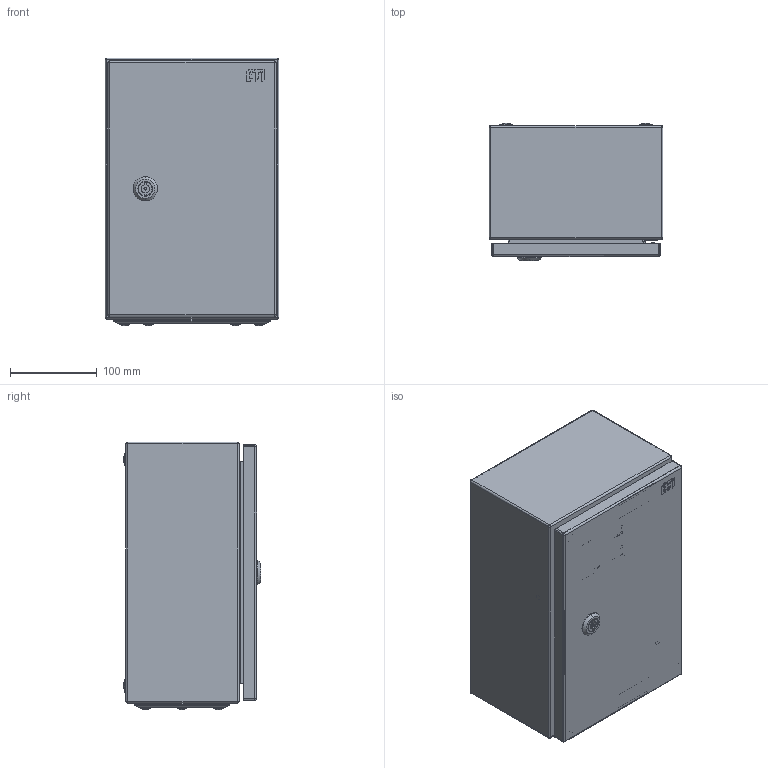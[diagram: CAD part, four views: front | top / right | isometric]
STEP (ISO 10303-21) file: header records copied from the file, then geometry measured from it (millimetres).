
FILE_DESCRIPTION((''),'2;1');
FILE_NAME('GT_30_20_15_ASM','2021-11-04T',('marketing.praksa'),('Audax d.o.o.'),'CREO PARAMETRIC BY PTC INC, 2017480','CREO PARAMETRIC BY PTC INC, 2017480','');
FILE_SCHEMA(('AUTOMOTIVE_DESIGN { 1 0 10303 214 1 1 1 1 }'));
Products named in the file (33): DRZWI_1_2_1_1_1_1_1_1_2_1; DRZWI_1_2_2_1_1_1_1_1_2_1; ZAWIAS_3_ST47_002_ELEMENT-34_16; ZAWIAS_3_ST47_002_ELEMENT-34__5; DRZWI_1_2_3_1_1_1_1_1_2_1; 1_EB_1000-U6_H__KORPUS_1_2_1__2; 1_EB_1000-U6_H__WK_ADKA_1_2_1_4; 1_EB_1000-U6_H__SRUBA_1_2_1_1_3; DRZWI_1_2_4_1_1_1_1_1_2_1; 1_EB_1000-U6_H__NAKR_TKA_1_2_21; DRZWI_1_2_5_1_1_1_1_1_2_1; ANSI_B27_7M_3CMI-4-34384_1_1__2; DRZWI_1_2_6_1_1_1_1_1_2_1; DRZWI_1_2_7_1_1_1_1_1_2_1; ANSI_B27_7M_3CMI-4-34387_1_2__3; DRZWI_1_2_8_1_1_1_1_1_2_1; ETI_LOGO_1_1_1_1_1_2_1_1_1_1_2_; ETI_LOGO_2_1_1_1_1_2_1_1_1_1_2_; ETI_LOGO_3_1_1_1_1_2_1_1_1_1_2_; KOR_GT_30-20-15_0_1_1_1_2_1; PRZEPUST_1_2_1_1_1_2_1; ZAWIAS_1_2_1_1_1_2_1; TULEJA_1_2_1_1_1_2_1; PLYTA_1_2_1_1_1_2_1; NAKRETKA_M8_1_2_1_1_1_2_1; ZASLEPKA_10_7_1_1_2_1_1_1; SCREWS_30-20-15_1_1; SCREWS_30-20-15_1_2; SCREWS_30-20-15_1_3; SCREWS_30-20-15_1_4; SCREWS_30-20-15_1_5; SCREWS_30-20-15_1_6; GT_30_20_15_ASM
Assembly tree (42 placements, depth 2):
  GT_30_20_15_ASM
    DRZWI_1_2_1_1_1_1_1_1_2_1
    DRZWI_1_2_2_1_1_1_1_1_2_1
    ZAWIAS_3_ST47_002_ELEMENT-34_16
    ZAWIAS_3_ST47_002_ELEMENT-34__5
    DRZWI_1_2_3_1_1_1_1_1_2_1
    1_EB_1000-U6_H__KORPUS_1_2_1__2
    1_EB_1000-U6_H__WK_ADKA_1_2_1_4
    1_EB_1000-U6_H__SRUBA_1_2_1_1_3
    DRZWI_1_2_4_1_1_1_1_1_2_1
    1_EB_1000-U6_H__NAKR_TKA_1_2_21
    DRZWI_1_2_5_1_1_1_1_1_2_1
    ANSI_B27_7M_3CMI-4-34384_1_1__2
    DRZWI_1_2_6_1_1_1_1_1_2_1
    DRZWI_1_2_7_1_1_1_1_1_2_1
    ANSI_B27_7M_3CMI-4-34387_1_2__3
    DRZWI_1_2_8_1_1_1_1_1_2_1
    ETI_LOGO_1_1_1_1_1_2_1_1_1_1_2_
    ETI_LOGO_2_1_1_1_1_2_1_1_1_1_2_
    ETI_LOGO_3_1_1_1_1_2_1_1_1_1_2_
    KOR_GT_30-20-15_0_1_1_1_2_1
    PRZEPUST_1_2_1_1_1_2_1
    ZAWIAS_1_2_1_1_1_2_1  x2
    TULEJA_1_2_1_1_1_2_1  x4
    PLYTA_1_2_1_1_1_2_1
    NAKRETKA_M8_1_2_1_1_1_2_1  x4
    ZASLEPKA_10_7_1_1_2_1_1_1  x4
    SCREWS_30-20-15_1_1
    SCREWS_30-20-15_1_2
    SCREWS_30-20-15_1_3
    SCREWS_30-20-15_1_4
    SCREWS_30-20-15_1_5
    SCREWS_30-20-15_1_6
Bounding box: 200 x 157.51 x 307.94 mm (x, y, z)
Volume: 610629.2 mm3; surface area: 773362.9 mm2
Topology: 42 solids, 42 shells, 2299 faces, 6334 edges, 4229 vertices
Faces by surface type: plane 1032, cylinder 805, extrusion 136, cone 116, torus 100, bspline 68, sphere 42
Entity records: 77896 total; most frequent: CARTESIAN_POINT 16387, ORIENTED_EDGE 9196, DIRECTION 9169, PRESENTATION_STYLE_ASSIGNMENT 4825, STYLED_ITEM 4825, CURVE_STYLE 4598, EDGE_CURVE 4598, AXIS2_PLACEMENT_3D 3299
